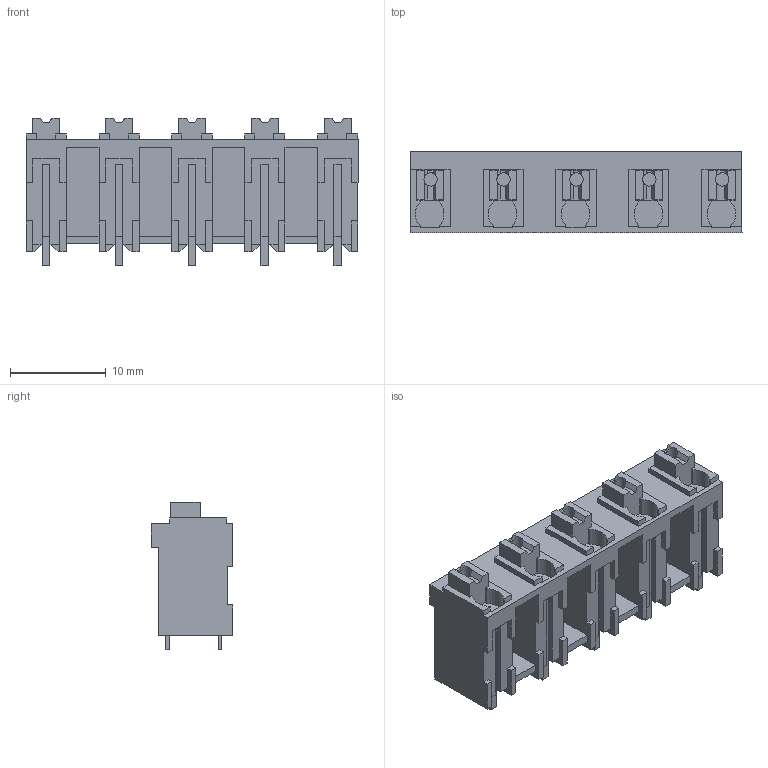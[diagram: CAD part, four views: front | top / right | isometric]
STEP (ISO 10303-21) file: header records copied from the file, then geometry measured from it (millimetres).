
FILE_DESCRIPTION(('CATIA V5 STEP Exchange','CAx-IF Rec.Pracs.--- Model Styling and Organization---1.2---2011-12-15'),'2;1');
FILE_NAME ('D1457841_0_1869850000_1869850000.stp','2018-03-20T09:57:37+00:00',('none'),('Weidmueller'),'CATIA Version 5-6 Release 2014','CATIA V5 STEP AP214','none');
FILE_SCHEMA(('AUTOMOTIVE_DESIGN { 1 0 10303 214 1 1 1 1 }'));
Length unit declared in the file: millimetre
Products named in the file (1): 1869850000
Bounding box: 34.7 x 8.5 x 15.45 mm (x, y, z)
Volume: 2026.6 mm3; surface area: 3123.8 mm2
Topology: 16 solids, 16 shells, 448 faces, 1265 edges, 852 vertices
Faces by surface type: plane 428, cylinder 20
Entity records: 13909 total; most frequent: CARTESIAN_POINT 2600, ORIENTED_EDGE 2530, DIRECTION 1833, EDGE_CURVE 1265, VECTOR 1185, LINE 1185, VERTEX_POINT 852, EDGE_LOOP 451
